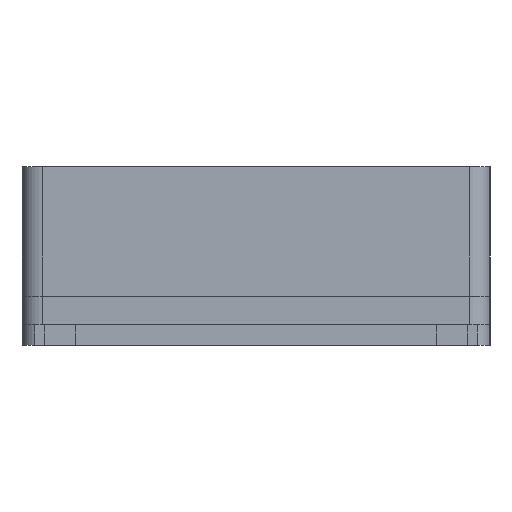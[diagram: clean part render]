
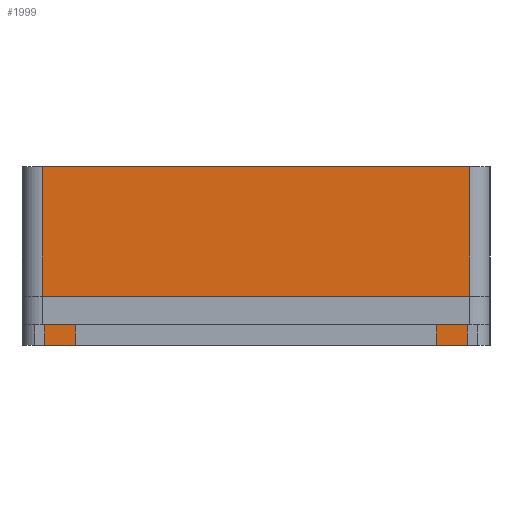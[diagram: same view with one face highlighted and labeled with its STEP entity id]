
A CAD part, left-side view. The second image highlights one B-rep face of the part: STEP entity #1999.
In plain terms, the highlighted planar face has unit normal (-1, 0, 0).
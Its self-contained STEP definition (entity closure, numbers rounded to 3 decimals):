
#172=FACE_OUTER_BOUND('',#290,.T.);
#290=EDGE_LOOP('',(#1493,#1494,#1495,#1496));
#435=LINE('',#2952,#660);
#477=LINE('',#3039,#702);
#478=LINE('',#3044,#703);
#482=LINE('',#3053,#707);
#660=VECTOR('',#2384,10.);
#702=VECTOR('',#2462,10.);
#703=VECTOR('',#2467,10.);
#707=VECTOR('',#2477,10.);
#879=VERTEX_POINT('',#2949);
#880=VERTEX_POINT('',#2951);
#907=VERTEX_POINT('',#3036);
#908=VERTEX_POINT('',#3041);
#1081=EDGE_CURVE('',#880,#879,#435,.T.);
#1127=EDGE_CURVE('',#907,#880,#477,.T.);
#1129=EDGE_CURVE('',#908,#879,#478,.T.);
#1134=EDGE_CURVE('',#907,#908,#482,.T.);
#1493=ORIENTED_EDGE('',*,*,#1127,.T.);
#1494=ORIENTED_EDGE('',*,*,#1081,.T.);
#1495=ORIENTED_EDGE('',*,*,#1129,.F.);
#1496=ORIENTED_EDGE('',*,*,#1134,.F.);
#1900=PLANE('',#2154);
#1999=ADVANCED_FACE('',(#172),#1900,.T.);
#2154=AXIS2_PLACEMENT_3D('',#3052,#2475,#2476);
#2384=DIRECTION('',(0.,1.,0.));
#2462=DIRECTION('',(0.,0.,1.));
#2467=DIRECTION('',(0.,0.,1.));
#2475=DIRECTION('center_axis',(-1.,0.,0.));
#2476=DIRECTION('ref_axis',(0.,0.,1.));
#2477=DIRECTION('',(0.,1.,0.));
#2949=CARTESIAN_POINT('',(-16.6,-49.191,35.));
#2951=CARTESIAN_POINT('',(-16.6,-132.95,35.));
#2952=CARTESIAN_POINT('',(-16.6,-56.191,35.));
#3036=CARTESIAN_POINT('',(-16.6,-132.95,0.));
#3039=CARTESIAN_POINT('',(-16.6,-132.95,39.));
#3041=CARTESIAN_POINT('',(-16.6,-49.191,0.));
#3044=CARTESIAN_POINT('',(-16.6,-49.191,39.));
#3052=CARTESIAN_POINT('Origin',(-16.6,-56.191,0.));
#3053=CARTESIAN_POINT('',(-16.6,-50.191,0.));
